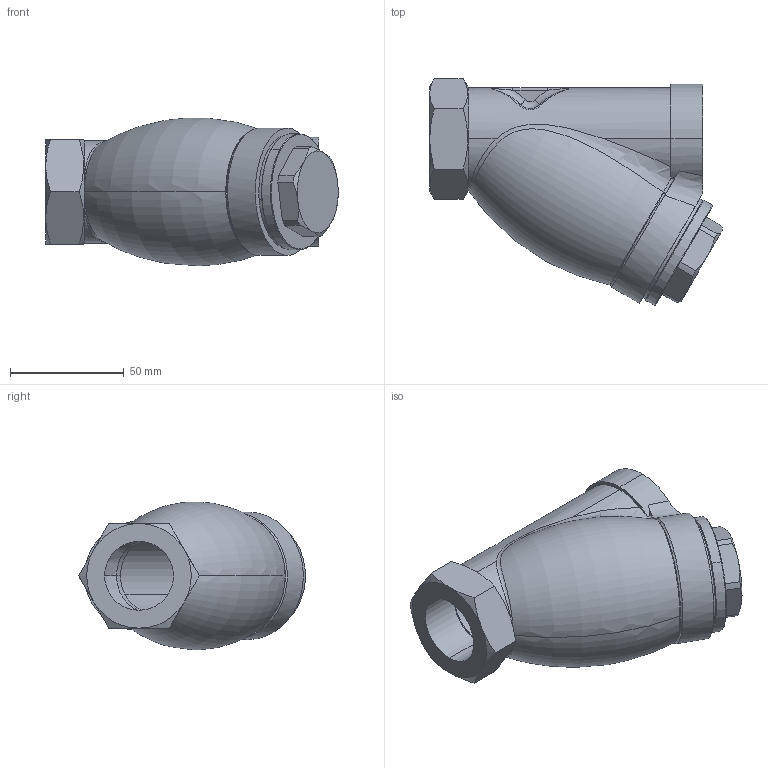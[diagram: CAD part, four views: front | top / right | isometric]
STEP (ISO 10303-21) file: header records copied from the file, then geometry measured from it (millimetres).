
FILE_DESCRIPTION (( 'STEP AP214' ), '1' );
FILE_NAME ('823_DN25_PN16.STEP', '2009-12-07T21:00:55', ( 'wn' ), ( 'Home' ), 'SwSTEP 2.0', 'SolidWorks 2009', '' );
FILE_SCHEMA (( 'AUTOMOTIVE_DESIGN' ));
Length unit declared in the file: millimetre
Products named in the file (1): 823_DN25_PN16
Bounding box: 128.56 x 99.7 x 64.81 mm (x, y, z)
Volume: 176977.1 mm3; surface area: 78426.1 mm2
Topology: 4 solids, 4 shells, 164 faces, 378 edges, 228 vertices
Faces by surface type: cylinder 53, plane 35, bspline 29, cone 25, torus 22
Entity records: 15469 total; most frequent: CARTESIAN_POINT 10107, ORIENTED_EDGE 748, DIRECTION 686, EDGE_CURVE 374, AXIS2_PLACEMENT_3D 303, VERTEX_POINT 228, EDGE_LOOP 182, UNCERTAINTY_MEASURE_WITH_UNIT 170
